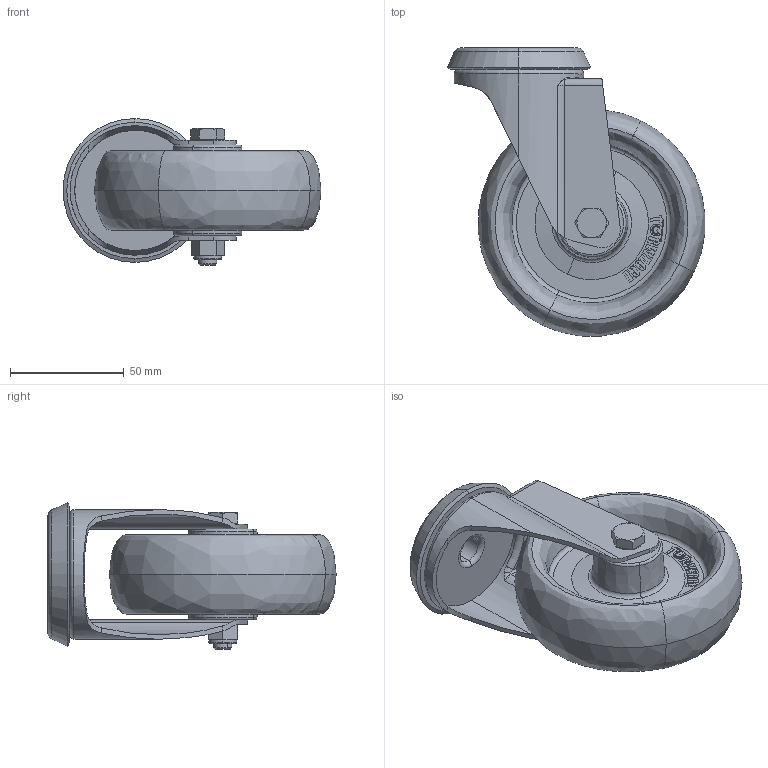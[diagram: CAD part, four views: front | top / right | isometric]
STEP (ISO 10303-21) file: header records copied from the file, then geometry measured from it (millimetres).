
FILE_DESCRIPTION (( 'STEP AP214' ), '1' );
FILE_NAME ('0022212.step', '2022-09-29T10:56:55', ( '' ), ( '' ), 'SwSTEP 2.0', 'SolidWorks 2020', '' );
FILE_SCHEMA (( 'AUTOMOTIVE_DESIGN' ));
Length unit declared in the file: millimetre
Products named in the file (1): 0022212
Bounding box: 113.5 x 126.85 x 64.64 mm (x, y, z)
Volume: 197740.7 mm3; surface area: 58167 mm2
Topology: 4 solids, 4 shells, 299 faces, 736 edges, 463 vertices
Faces by surface type: plane 146, bspline 57, torus 38, cylinder 36, cone 22
Entity records: 14285 total; most frequent: CARTESIAN_POINT 4216, ORIENTED_EDGE 1464, DIRECTION 1263, EDGE_CURVE 732, VERTEX_POINT 463, AXIS2_PLACEMENT_3D 428, VECTOR 407, LINE 407
